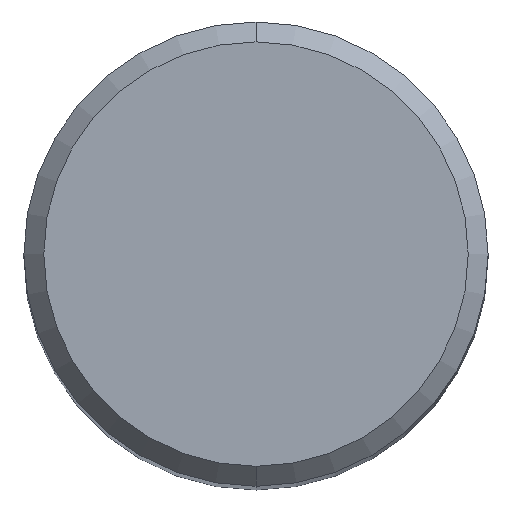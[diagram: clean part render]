
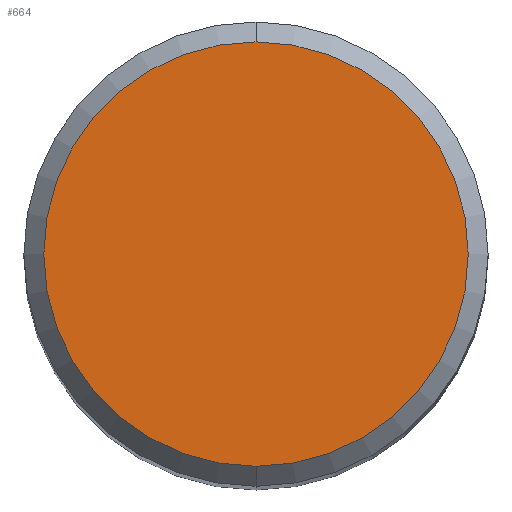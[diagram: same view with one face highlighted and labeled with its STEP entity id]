
A CAD part, top view. The second image highlights one B-rep face of the part: STEP entity #664.
In plain terms, the highlighted planar face has unit normal (0, 0, 1).
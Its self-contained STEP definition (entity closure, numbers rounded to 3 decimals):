
#374=VERTEX_POINT('',#943);
#652=EDGE_CURVE('',#374,#814,#1248,.T.);
#664=ADVANCED_FACE('',(#1261),#1262,.T.);
#708=EDGE_CURVE('',#814,#374,#1309,.T.);
#814=VERTEX_POINT('',#1429);
#943=CARTESIAN_POINT('',(0.,-6.4,0.0));
#1248=CIRCLE('',#4241,6.4);
#1261=FACE_OUTER_BOUND('',#4254,.T.);
#1262=PLANE('',#4255);
#1309=CIRCLE('',#4421,6.4);
#1429=CARTESIAN_POINT('',(0.0,6.4,0.0));
#4241=AXIS2_PLACEMENT_3D('',#6527,#6528,#6529);
#4254=EDGE_LOOP('',(#6540,#6541));
#4255=AXIS2_PLACEMENT_3D('',#6542,#6543,#6544);
#4421=AXIS2_PLACEMENT_3D('',#6600,#6601,#6602);
#6527=CARTESIAN_POINT('',(0.0,0.0,0.0));
#6528=DIRECTION('',(0.0,0.0,-1.0));
#6529=DIRECTION('',(0.0,1.0,0.0));
#6540=ORIENTED_EDGE('',*,*,#708,.F.);
#6541=ORIENTED_EDGE('',*,*,#652,.F.);
#6542=CARTESIAN_POINT('',(0.0,3.2,0.0));
#6543=DIRECTION('',(-0.0,0.0,1.0));
#6544=DIRECTION('',(0.0,-1.0,0.0));
#6600=CARTESIAN_POINT('',(0.0,0.0,0.0));
#6601=DIRECTION('',(0.0,0.0,-1.0));
#6602=DIRECTION('',(0.0,1.0,0.0));
